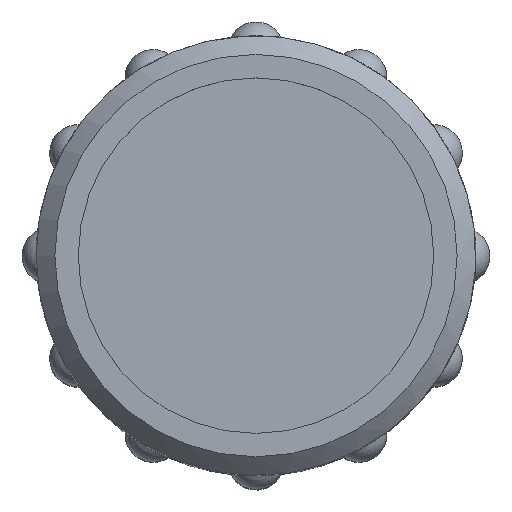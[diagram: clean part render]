
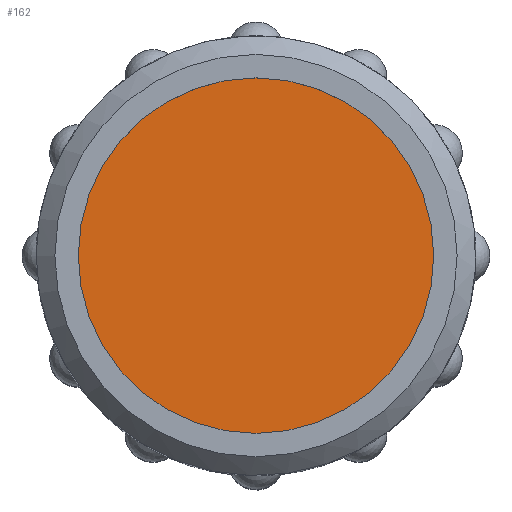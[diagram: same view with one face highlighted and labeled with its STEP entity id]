
A CAD part, top view. The second image highlights one B-rep face of the part: STEP entity #162.
In plain terms, the highlighted planar face has unit normal (0, 0, 1).
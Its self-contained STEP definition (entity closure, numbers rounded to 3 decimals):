
#162 = ADVANCED_FACE( '', ( #354 ), #355, .T. );
#354 = FACE_OUTER_BOUND( '', #564, .T. );
#355 = PLANE( '', #565 );
#564 = EDGE_LOOP( '', ( #958 ) );
#565 = AXIS2_PLACEMENT_3D( '', #959, #960, #961 );
#958 = ORIENTED_EDGE( '', *, *, #1191, .T. );
#959 = CARTESIAN_POINT( '', ( 0., 0., 29. ) );
#960 = DIRECTION( '', ( 0., 0., 1. ) );
#961 = DIRECTION( '', ( 1., 0., 0. ) );
#1191 = EDGE_CURVE( '', #1424, #1424, #1425, .T. );
#1424 = VERTEX_POINT( '', #1960 );
#1425 = CIRCLE( '', #1961, 9.5 );
#1960 = CARTESIAN_POINT( '', ( 9.5, 0., 29. ) );
#1961 = AXIS2_PLACEMENT_3D( '', #2193, #2194, #2195 );
#2193 = CARTESIAN_POINT( '', ( 0., 0., 29. ) );
#2194 = DIRECTION( '', ( 0., 0., 1. ) );
#2195 = DIRECTION( '', ( 1., 0., 0. ) );
